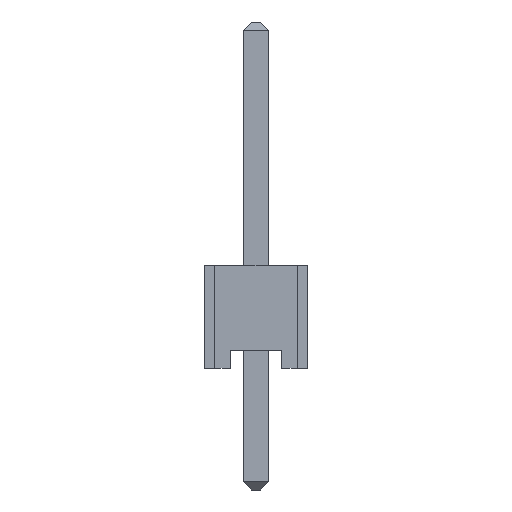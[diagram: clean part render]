
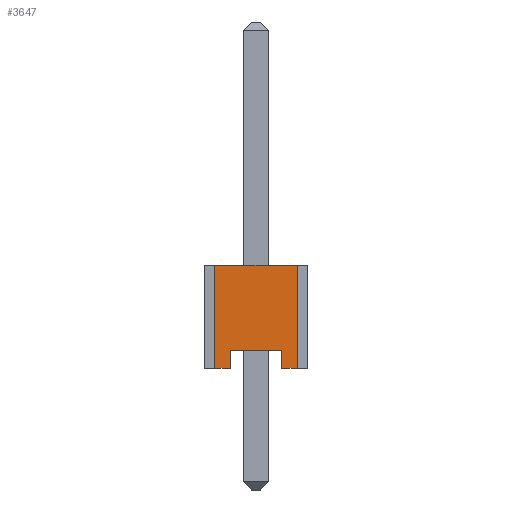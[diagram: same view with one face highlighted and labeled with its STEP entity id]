
A CAD part, front view. The second image highlights one B-rep face of the part: STEP entity #3647.
In plain terms, the highlighted planar face has unit normal (0, -1, 0).
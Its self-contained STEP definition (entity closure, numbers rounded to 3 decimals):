
#55 = PLANE('',#56);
#56 = AXIS2_PLACEMENT_3D('',#57,#58,#59);
#57 = CARTESIAN_POINT('',(-1.27,11.684,1.27));
#58 = DIRECTION('',(0.,0.,1.));
#59 = DIRECTION('',(1.,0.,0.));
#111 = PLANE('',#112);
#112 = AXIS2_PLACEMENT_3D('',#113,#114,#115);
#113 = CARTESIAN_POINT('',(0.944,6.35,-1.27));
#114 = DIRECTION('',(0.,0.,-1.));
#115 = DIRECTION('',(-1.,0.,0.));
#302 = PLANE('',#303);
#303 = AXIS2_PLACEMENT_3D('',#304,#305,#306);
#304 = CARTESIAN_POINT('',(-0.944,6.35,-1.27));
#305 = DIRECTION('',(0.,0.,-1.));
#306 = DIRECTION('',(-1.,0.,0.));
#684 = PLANE('',#685);
#685 = AXIS2_PLACEMENT_3D('',#686,#687,#688);
#686 = CARTESIAN_POINT('',(0.635,11.43,-0.82));
#687 = DIRECTION('',(1.,0.,0.));
#688 = DIRECTION('',(0.,0.,1.));
#711 = PLANE('',#712);
#712 = AXIS2_PLACEMENT_3D('',#713,#714,#715);
#713 = CARTESIAN_POINT('',(0.,6.35,-0.82));
#714 = DIRECTION('',(0.,0.,1.));
#715 = DIRECTION('',(0.,1.,0.));
#736 = PLANE('',#737);
#737 = AXIS2_PLACEMENT_3D('',#738,#739,#740);
#738 = CARTESIAN_POINT('',(-0.635,11.43,-1.27));
#739 = DIRECTION('',(-1.,0.,0.));
#740 = DIRECTION('',(0.,0.,-1.));
#1427 = VERTEX_POINT('',#1428);
#1428 = CARTESIAN_POINT('',(-1.016,-1.27,1.27));
#1442 = PLANE('',#1443);
#1443 = AXIS2_PLACEMENT_3D('',#1444,#1445,#1446);
#1444 = CARTESIAN_POINT('',(-1.016,-1.27,-1.27));
#1445 = DIRECTION('',(1.,0.,0.));
#1446 = DIRECTION('',(0.,0.,1.));
#1454 = EDGE_CURVE('',#1427,#1455,#1457,.T.);
#1455 = VERTEX_POINT('',#1456);
#1456 = CARTESIAN_POINT('',(1.016,-1.27,1.27));
#1457 = SURFACE_CURVE('',#1458,(#1462,#1469),.PCURVE_S1.);
#1458 = LINE('',#1459,#1460);
#1459 = CARTESIAN_POINT('',(-1.27,-1.27,1.27));
#1460 = VECTOR('',#1461,1.);
#1461 = DIRECTION('',(1.,0.,0.));
#1462 = PCURVE('',#55,#1463);
#1463 = DEFINITIONAL_REPRESENTATION('',(#1464),#1468);
#1464 = LINE('',#1465,#1466);
#1465 = CARTESIAN_POINT('',(0.,-12.954));
#1466 = VECTOR('',#1467,1.);
#1467 = DIRECTION('',(1.,0.));
#1468 = ( GEOMETRIC_REPRESENTATION_CONTEXT(2) 
PARAMETRIC_REPRESENTATION_CONTEXT() REPRESENTATION_CONTEXT('2D SPACE',''
  ) );
#1469 = PCURVE('',#1470,#1475);
#1470 = PLANE('',#1471);
#1471 = AXIS2_PLACEMENT_3D('',#1472,#1473,#1474);
#1472 = CARTESIAN_POINT('',(-1.27,-1.27,-1.27));
#1473 = DIRECTION('',(0.,1.,0.));
#1474 = DIRECTION('',(0.,0.,1.));
#1475 = DEFINITIONAL_REPRESENTATION('',(#1476),#1480);
#1476 = LINE('',#1477,#1478);
#1477 = CARTESIAN_POINT('',(2.54,0.));
#1478 = VECTOR('',#1479,1.);
#1479 = DIRECTION('',(0.,1.));
#1480 = ( GEOMETRIC_REPRESENTATION_CONTEXT(2) 
PARAMETRIC_REPRESENTATION_CONTEXT() REPRESENTATION_CONTEXT('2D SPACE',''
  ) );
#1498 = PLANE('',#1499);
#1499 = AXIS2_PLACEMENT_3D('',#1500,#1501,#1502);
#1500 = CARTESIAN_POINT('',(1.016,-1.27,1.27));
#1501 = DIRECTION('',(-1.,0.,0.));
#1502 = DIRECTION('',(0.,0.,-1.));
#3603 = VERTEX_POINT('',#3604);
#3604 = CARTESIAN_POINT('',(-1.016,-1.27,-1.27));
#3627 = EDGE_CURVE('',#3603,#1427,#3628,.T.);
#3628 = SURFACE_CURVE('',#3629,(#3633,#3640),.PCURVE_S1.);
#3629 = LINE('',#3630,#3631);
#3630 = CARTESIAN_POINT('',(-1.016,-1.27,-1.27));
#3631 = VECTOR('',#3632,1.);
#3632 = DIRECTION('',(0.,0.,1.));
#3633 = PCURVE('',#1442,#3634);
#3634 = DEFINITIONAL_REPRESENTATION('',(#3635),#3639);
#3635 = LINE('',#3636,#3637);
#3636 = CARTESIAN_POINT('',(0.,0.));
#3637 = VECTOR('',#3638,1.);
#3638 = DIRECTION('',(1.,0.));
#3639 = ( GEOMETRIC_REPRESENTATION_CONTEXT(2) 
PARAMETRIC_REPRESENTATION_CONTEXT() REPRESENTATION_CONTEXT('2D SPACE',''
  ) );
#3640 = PCURVE('',#1470,#3641);
#3641 = DEFINITIONAL_REPRESENTATION('',(#3642),#3646);
#3642 = LINE('',#3643,#3644);
#3643 = CARTESIAN_POINT('',(0.,0.254));
#3644 = VECTOR('',#3645,1.);
#3645 = DIRECTION('',(1.,0.));
#3646 = ( GEOMETRIC_REPRESENTATION_CONTEXT(2) 
PARAMETRIC_REPRESENTATION_CONTEXT() REPRESENTATION_CONTEXT('2D SPACE',''
  ) );
#3647 = ADVANCED_FACE('',(#3648),#1470,.F.);
#3648 = FACE_BOUND('',#3649,.F.);
#3649 = EDGE_LOOP('',(#3650,#3673,#3674,#3675,#3698,#3721,#3744,#3767));
#3650 = ORIENTED_EDGE('',*,*,#3651,.F.);
#3651 = EDGE_CURVE('',#3603,#3652,#3654,.T.);
#3652 = VERTEX_POINT('',#3653);
#3653 = CARTESIAN_POINT('',(-0.635,-1.27,-1.27));
#3654 = SURFACE_CURVE('',#3655,(#3659,#3666),.PCURVE_S1.);
#3655 = LINE('',#3656,#3657);
#3656 = CARTESIAN_POINT('',(-1.27,-1.27,-1.27));
#3657 = VECTOR('',#3658,1.);
#3658 = DIRECTION('',(1.,0.,0.));
#3659 = PCURVE('',#1470,#3660);
#3660 = DEFINITIONAL_REPRESENTATION('',(#3661),#3665);
#3661 = LINE('',#3662,#3663);
#3662 = CARTESIAN_POINT('',(0.,0.));
#3663 = VECTOR('',#3664,1.);
#3664 = DIRECTION('',(0.,1.));
#3665 = ( GEOMETRIC_REPRESENTATION_CONTEXT(2) 
PARAMETRIC_REPRESENTATION_CONTEXT() REPRESENTATION_CONTEXT('2D SPACE',''
  ) );
#3666 = PCURVE('',#302,#3667);
#3667 = DEFINITIONAL_REPRESENTATION('',(#3668),#3672);
#3668 = LINE('',#3669,#3670);
#3669 = CARTESIAN_POINT('',(0.326,-7.62));
#3670 = VECTOR('',#3671,1.);
#3671 = DIRECTION('',(-1.,0.));
#3672 = ( GEOMETRIC_REPRESENTATION_CONTEXT(2) 
PARAMETRIC_REPRESENTATION_CONTEXT() REPRESENTATION_CONTEXT('2D SPACE',''
  ) );
#3673 = ORIENTED_EDGE('',*,*,#3627,.T.);
#3674 = ORIENTED_EDGE('',*,*,#1454,.T.);
#3675 = ORIENTED_EDGE('',*,*,#3676,.T.);
#3676 = EDGE_CURVE('',#1455,#3677,#3679,.T.);
#3677 = VERTEX_POINT('',#3678);
#3678 = CARTESIAN_POINT('',(1.016,-1.27,-1.27));
#3679 = SURFACE_CURVE('',#3680,(#3684,#3691),.PCURVE_S1.);
#3680 = LINE('',#3681,#3682);
#3681 = CARTESIAN_POINT('',(1.016,-1.27,1.27));
#3682 = VECTOR('',#3683,1.);
#3683 = DIRECTION('',(0.,0.,-1.));
#3684 = PCURVE('',#1470,#3685);
#3685 = DEFINITIONAL_REPRESENTATION('',(#3686),#3690);
#3686 = LINE('',#3687,#3688);
#3687 = CARTESIAN_POINT('',(2.54,2.286));
#3688 = VECTOR('',#3689,1.);
#3689 = DIRECTION('',(-1.,0.));
#3690 = ( GEOMETRIC_REPRESENTATION_CONTEXT(2) 
PARAMETRIC_REPRESENTATION_CONTEXT() REPRESENTATION_CONTEXT('2D SPACE',''
  ) );
#3691 = PCURVE('',#1498,#3692);
#3692 = DEFINITIONAL_REPRESENTATION('',(#3693),#3697);
#3693 = LINE('',#3694,#3695);
#3694 = CARTESIAN_POINT('',(0.,0.));
#3695 = VECTOR('',#3696,1.);
#3696 = DIRECTION('',(1.,0.));
#3697 = ( GEOMETRIC_REPRESENTATION_CONTEXT(2) 
PARAMETRIC_REPRESENTATION_CONTEXT() REPRESENTATION_CONTEXT('2D SPACE',''
  ) );
#3698 = ORIENTED_EDGE('',*,*,#3699,.F.);
#3699 = EDGE_CURVE('',#3700,#3677,#3702,.T.);
#3700 = VERTEX_POINT('',#3701);
#3701 = CARTESIAN_POINT('',(0.635,-1.27,-1.27));
#3702 = SURFACE_CURVE('',#3703,(#3707,#3714),.PCURVE_S1.);
#3703 = LINE('',#3704,#3705);
#3704 = CARTESIAN_POINT('',(-1.27,-1.27,-1.27));
#3705 = VECTOR('',#3706,1.);
#3706 = DIRECTION('',(1.,0.,0.));
#3707 = PCURVE('',#1470,#3708);
#3708 = DEFINITIONAL_REPRESENTATION('',(#3709),#3713);
#3709 = LINE('',#3710,#3711);
#3710 = CARTESIAN_POINT('',(0.,0.));
#3711 = VECTOR('',#3712,1.);
#3712 = DIRECTION('',(0.,1.));
#3713 = ( GEOMETRIC_REPRESENTATION_CONTEXT(2) 
PARAMETRIC_REPRESENTATION_CONTEXT() REPRESENTATION_CONTEXT('2D SPACE',''
  ) );
#3714 = PCURVE('',#111,#3715);
#3715 = DEFINITIONAL_REPRESENTATION('',(#3716),#3720);
#3716 = LINE('',#3717,#3718);
#3717 = CARTESIAN_POINT('',(2.214,-7.62));
#3718 = VECTOR('',#3719,1.);
#3719 = DIRECTION('',(-1.,0.));
#3720 = ( GEOMETRIC_REPRESENTATION_CONTEXT(2) 
PARAMETRIC_REPRESENTATION_CONTEXT() REPRESENTATION_CONTEXT('2D SPACE',''
  ) );
#3721 = ORIENTED_EDGE('',*,*,#3722,.T.);
#3722 = EDGE_CURVE('',#3700,#3723,#3725,.T.);
#3723 = VERTEX_POINT('',#3724);
#3724 = CARTESIAN_POINT('',(0.635,-1.27,-0.82));
#3725 = SURFACE_CURVE('',#3726,(#3730,#3737),.PCURVE_S1.);
#3726 = LINE('',#3727,#3728);
#3727 = CARTESIAN_POINT('',(0.635,-1.27,-1.27));
#3728 = VECTOR('',#3729,1.);
#3729 = DIRECTION('',(0.,0.,1.));
#3730 = PCURVE('',#1470,#3731);
#3731 = DEFINITIONAL_REPRESENTATION('',(#3732),#3736);
#3732 = LINE('',#3733,#3734);
#3733 = CARTESIAN_POINT('',(0.,1.905));
#3734 = VECTOR('',#3735,1.);
#3735 = DIRECTION('',(1.,0.));
#3736 = ( GEOMETRIC_REPRESENTATION_CONTEXT(2) 
PARAMETRIC_REPRESENTATION_CONTEXT() REPRESENTATION_CONTEXT('2D SPACE',''
  ) );
#3737 = PCURVE('',#684,#3738);
#3738 = DEFINITIONAL_REPRESENTATION('',(#3739),#3743);
#3739 = LINE('',#3740,#3741);
#3740 = CARTESIAN_POINT('',(-0.45,12.7));
#3741 = VECTOR('',#3742,1.);
#3742 = DIRECTION('',(1.,0.));
#3743 = ( GEOMETRIC_REPRESENTATION_CONTEXT(2) 
PARAMETRIC_REPRESENTATION_CONTEXT() REPRESENTATION_CONTEXT('2D SPACE',''
  ) );
#3744 = ORIENTED_EDGE('',*,*,#3745,.T.);
#3745 = EDGE_CURVE('',#3723,#3746,#3748,.T.);
#3746 = VERTEX_POINT('',#3747);
#3747 = CARTESIAN_POINT('',(-0.635,-1.27,-0.82));
#3748 = SURFACE_CURVE('',#3749,(#3753,#3760),.PCURVE_S1.);
#3749 = LINE('',#3750,#3751);
#3750 = CARTESIAN_POINT('',(0.635,-1.27,-0.82));
#3751 = VECTOR('',#3752,1.);
#3752 = DIRECTION('',(-1.,0.,0.));
#3753 = PCURVE('',#1470,#3754);
#3754 = DEFINITIONAL_REPRESENTATION('',(#3755),#3759);
#3755 = LINE('',#3756,#3757);
#3756 = CARTESIAN_POINT('',(0.45,1.905));
#3757 = VECTOR('',#3758,1.);
#3758 = DIRECTION('',(0.,-1.));
#3759 = ( GEOMETRIC_REPRESENTATION_CONTEXT(2) 
PARAMETRIC_REPRESENTATION_CONTEXT() REPRESENTATION_CONTEXT('2D SPACE',''
  ) );
#3760 = PCURVE('',#711,#3761);
#3761 = DEFINITIONAL_REPRESENTATION('',(#3762),#3766);
#3762 = LINE('',#3763,#3764);
#3763 = CARTESIAN_POINT('',(-7.62,-0.635));
#3764 = VECTOR('',#3765,1.);
#3765 = DIRECTION('',(0.,1.));
#3766 = ( GEOMETRIC_REPRESENTATION_CONTEXT(2) 
PARAMETRIC_REPRESENTATION_CONTEXT() REPRESENTATION_CONTEXT('2D SPACE',''
  ) );
#3767 = ORIENTED_EDGE('',*,*,#3768,.T.);
#3768 = EDGE_CURVE('',#3746,#3652,#3769,.T.);
#3769 = SURFACE_CURVE('',#3770,(#3774,#3781),.PCURVE_S1.);
#3770 = LINE('',#3771,#3772);
#3771 = CARTESIAN_POINT('',(-0.635,-1.27,-0.82));
#3772 = VECTOR('',#3773,1.);
#3773 = DIRECTION('',(0.,0.,-1.));
#3774 = PCURVE('',#1470,#3775);
#3775 = DEFINITIONAL_REPRESENTATION('',(#3776),#3780);
#3776 = LINE('',#3777,#3778);
#3777 = CARTESIAN_POINT('',(0.45,0.635));
#3778 = VECTOR('',#3779,1.);
#3779 = DIRECTION('',(-1.,0.));
#3780 = ( GEOMETRIC_REPRESENTATION_CONTEXT(2) 
PARAMETRIC_REPRESENTATION_CONTEXT() REPRESENTATION_CONTEXT('2D SPACE',''
  ) );
#3781 = PCURVE('',#736,#3782);
#3782 = DEFINITIONAL_REPRESENTATION('',(#3783),#3787);
#3783 = LINE('',#3784,#3785);
#3784 = CARTESIAN_POINT('',(-0.45,12.7));
#3785 = VECTOR('',#3786,1.);
#3786 = DIRECTION('',(1.,0.));
#3787 = ( GEOMETRIC_REPRESENTATION_CONTEXT(2) 
PARAMETRIC_REPRESENTATION_CONTEXT() REPRESENTATION_CONTEXT('2D SPACE',''
  ) );
